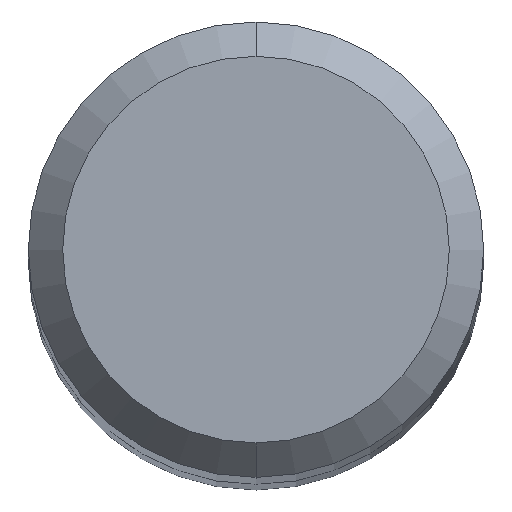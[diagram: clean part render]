
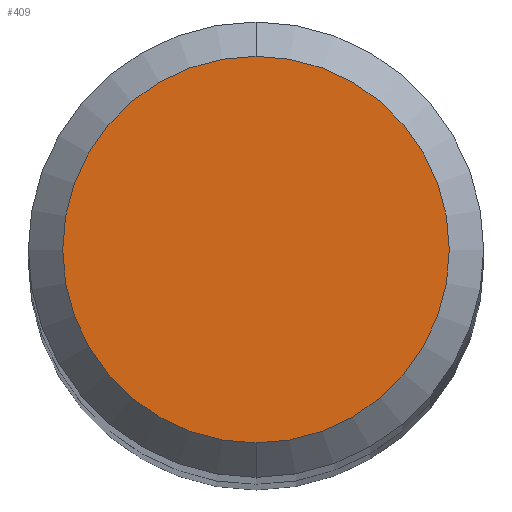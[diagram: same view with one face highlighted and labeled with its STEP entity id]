
A CAD part, top view. The second image highlights one B-rep face of the part: STEP entity #409.
In plain terms, the highlighted planar face has unit normal (0, 0, 1).
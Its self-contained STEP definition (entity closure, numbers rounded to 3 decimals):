
#185=EDGE_CURVE('',#403,#207,#462,.T.);
#207=VERTEX_POINT('',#485);
#355=EDGE_CURVE('',#207,#403,#646,.T.);
#403=VERTEX_POINT('',#701);
#409=ADVANCED_FACE('',(#708),#709,.T.);
#462=CIRCLE('',#768,2.25);
#485=CARTESIAN_POINT('',(0.,-2.25,0.0));
#646=CIRCLE('',#1161,2.25);
#701=CARTESIAN_POINT('',(0.0,2.25,0.0));
#708=FACE_OUTER_BOUND('',#1303,.T.);
#709=PLANE('',#1304);
#768=AXIS2_PLACEMENT_3D('',#1333,#1334,#1335);
#1161=AXIS2_PLACEMENT_3D('',#1522,#1523,#1524);
#1303=EDGE_LOOP('',(#1612,#1613));
#1304=AXIS2_PLACEMENT_3D('',#1614,#1615,#1616);
#1333=CARTESIAN_POINT('',(0.0,0.0,0.0));
#1334=DIRECTION('',(0.0,0.0,-1.0));
#1335=DIRECTION('',(0.0,1.0,0.0));
#1522=CARTESIAN_POINT('',(0.0,0.0,0.0));
#1523=DIRECTION('',(0.0,0.0,-1.0));
#1524=DIRECTION('',(0.0,1.0,0.0));
#1612=ORIENTED_EDGE('',*,*,#185,.F.);
#1613=ORIENTED_EDGE('',*,*,#355,.F.);
#1614=CARTESIAN_POINT('',(0.0,1.125,0.0));
#1615=DIRECTION('',(-0.0,0.0,1.0));
#1616=DIRECTION('',(0.0,-1.0,0.0));
